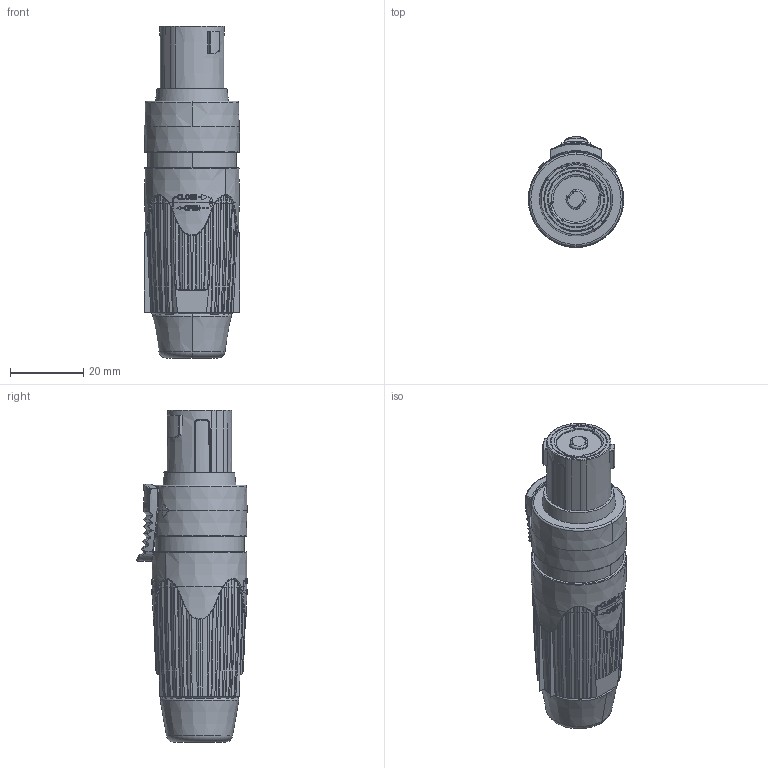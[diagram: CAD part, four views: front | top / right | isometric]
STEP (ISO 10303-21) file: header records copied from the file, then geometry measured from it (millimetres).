
FILE_DESCRIPTION((''),'2;1');
FILE_NAME('NLT4FXX','2021-02-11T13:55:46',('sfr'),(''),'CREO PARAMETRIC BY PTC INC, 2019080','CREO PARAMETRIC BY PTC INC, 2019080','');
FILE_SCHEMA(('CONFIG_CONTROL_DESIGN'));
Products named in the file (1): NLT4FXX
Bounding box: 26 x 30.25 x 90.65 mm (x, y, z)
Volume: 37432.6 mm3; surface area: 10113.7 mm2
Topology: 1 solids, 3 shells, 1189 faces, 3235 edges, 2085 vertices
Faces by surface type: plane 559, bspline 333, cone 108, cylinder 86, torus 74, extrusion 21, sphere 8
Entity records: 49058 total; most frequent: CARTESIAN_POINT 22531, ORIENTED_EDGE 6436, DIRECTION 4207, EDGE_CURVE 3222, VERTEX_POINT 2085, AXIS2_PLACEMENT_3D 1607, B_SPLINE_CURVE_WITH_KNOTS 1498, EDGE_LOOP 1235
